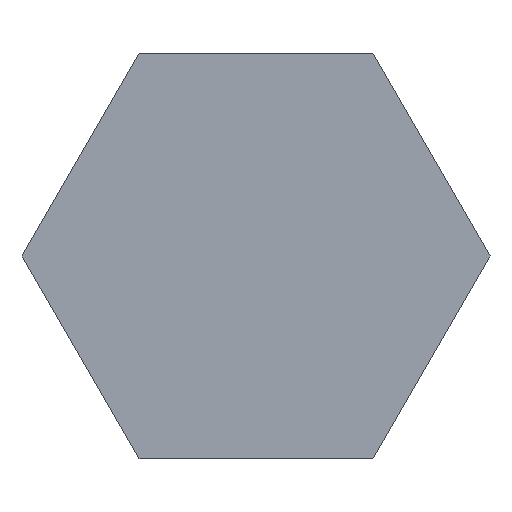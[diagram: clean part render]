
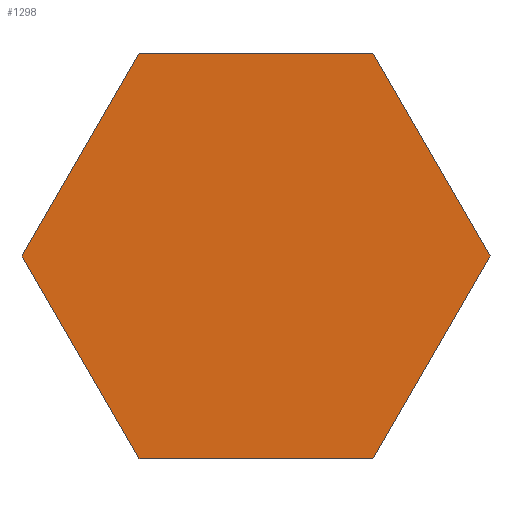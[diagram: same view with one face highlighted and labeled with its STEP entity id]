
A CAD part, front view. The second image highlights one B-rep face of the part: STEP entity #1298.
In plain terms, the highlighted planar face has unit normal (0, -1, 0).
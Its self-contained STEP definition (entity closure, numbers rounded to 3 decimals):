
#81 = CARTESIAN_POINT ( 'NONE',  ( 334.682, 81.088, 0.373 ) ) ;
#241 = CARTESIAN_POINT ( 'NONE',  ( 336.881, 81.088, -3.437 ) ) ;
#252 = VECTOR ( 'NONE', #2148, 1000. ) ;
#558 = VECTOR ( 'NONE', #2801, 1000. ) ;
#610 = LINE ( 'NONE', #3263, #3453 ) ;
#637 = ORIENTED_EDGE ( 'NONE', *, *, #2871, .F. ) ;
#696 = VERTEX_POINT ( 'NONE', #3038 ) ;
#748 = VECTOR ( 'NONE', #989, 1000. ) ;
#761 = EDGE_CURVE ( 'NONE', #940, #2628, #1291, .T. ) ;
#842 = DIRECTION ( 'NONE',  ( 0.866, 0., 0.5 ) ) ;
#871 = CARTESIAN_POINT ( 'NONE',  ( 336.881, 81.088, 1.643 ) ) ;
#940 = VERTEX_POINT ( 'NONE', #1619 ) ;
#946 = DIRECTION ( 'NONE',  ( 0., 0., 1. ) ) ;
#989 = DIRECTION ( 'NONE',  ( -0.866, 0., -0.5 ) ) ;
#1051 = LINE ( 'NONE', #2479, #2170 ) ;
#1078 = EDGE_CURVE ( 'NONE', #1529, #2784, #610, .T. ) ;
#1158 = DIRECTION ( 'NONE',  ( 0., 0., -1. ) ) ;
#1233 = ORIENTED_EDGE ( 'NONE', *, *, #3085, .F. ) ;
#1291 = LINE ( 'NONE', #871, #558 ) ;
#1298 = ADVANCED_FACE ( 'NONE', ( #2999 ), #2333, .F. ) ;
#1311 = VECTOR ( 'NONE', #1158, 1000. ) ;
#1389 = EDGE_CURVE ( 'NONE', #696, #2079, #2857, .T. ) ;
#1529 = VERTEX_POINT ( 'NONE', #2945 ) ;
#1619 = CARTESIAN_POINT ( 'NONE',  ( 336.881, 81.088, 1.643 ) ) ;
#1880 = DIRECTION ( 'NONE',  ( 0., 0., 1. ) ) ;
#1957 = ORIENTED_EDGE ( 'NONE', *, *, #1078, .F. ) ;
#2079 = VERTEX_POINT ( 'NONE', #2651 ) ;
#2139 = ORIENTED_EDGE ( 'NONE', *, *, #1389, .F. ) ;
#2148 = DIRECTION ( 'NONE',  ( -0.866, 0., 0.5 ) ) ;
#2170 = VECTOR ( 'NONE', #842, 1000. ) ;
#2200 = CARTESIAN_POINT ( 'NONE',  ( 339.081, 81.088, 0.373 ) ) ;
#2275 = CARTESIAN_POINT ( 'NONE',  ( 339.081, 81.088, 0.373 ) ) ;
#2290 = EDGE_CURVE ( 'NONE', #2784, #940, #1051, .T. ) ;
#2333 = PLANE ( 'NONE',  #2902 ) ;
#2365 = LINE ( 'NONE', #241, #252 ) ;
#2479 = CARTESIAN_POINT ( 'NONE',  ( 334.682, 81.088, 0.373 ) ) ;
#2591 = DIRECTION ( 'NONE',  ( 0., 1., 0. ) ) ;
#2628 = VERTEX_POINT ( 'NONE', #2200 ) ;
#2644 = CARTESIAN_POINT ( 'NONE',  ( 339.081, 81.088, -2.167 ) ) ;
#2651 = CARTESIAN_POINT ( 'NONE',  ( 336.881, 81.088, -3.437 ) ) ;
#2784 = VERTEX_POINT ( 'NONE', #81 ) ;
#2795 = LINE ( 'NONE', #2275, #1311 ) ;
#2801 = DIRECTION ( 'NONE',  ( 0.866, 0., -0.5 ) ) ;
#2857 = LINE ( 'NONE', #2644, #748 ) ;
#2871 = EDGE_CURVE ( 'NONE', #2628, #696, #2795, .T. ) ;
#2901 = CARTESIAN_POINT ( 'NONE',  ( 336.881, 81.088, 1.643 ) ) ;
#2902 = AXIS2_PLACEMENT_3D ( 'NONE', #2901, #2591, #946 ) ;
#2942 = ORIENTED_EDGE ( 'NONE', *, *, #2290, .F. ) ;
#2945 = CARTESIAN_POINT ( 'NONE',  ( 334.682, 81.088, -2.167 ) ) ;
#2999 = FACE_OUTER_BOUND ( 'NONE', #3244, .T. ) ;
#3038 = CARTESIAN_POINT ( 'NONE',  ( 339.081, 81.088, -2.167 ) ) ;
#3085 = EDGE_CURVE ( 'NONE', #2079, #1529, #2365, .T. ) ;
#3244 = EDGE_LOOP ( 'NONE', ( #2942, #1957, #1233, #2139, #637, #3329 ) ) ;
#3263 = CARTESIAN_POINT ( 'NONE',  ( 334.682, 81.088, -2.167 ) ) ;
#3329 = ORIENTED_EDGE ( 'NONE', *, *, #761, .F. ) ;
#3453 = VECTOR ( 'NONE', #1880, 1000. ) ;
